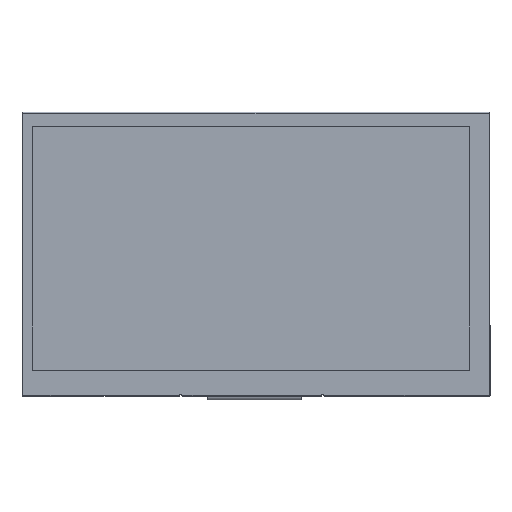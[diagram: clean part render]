
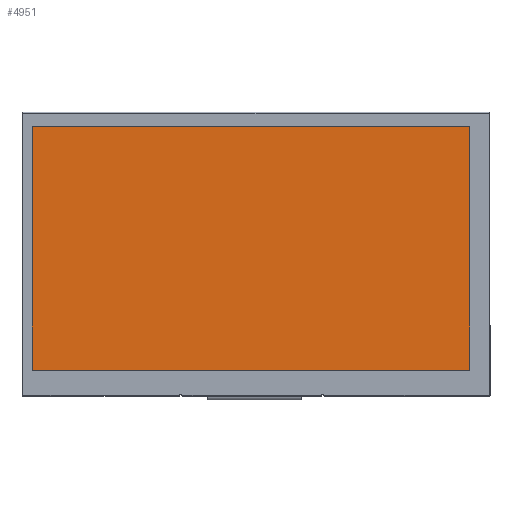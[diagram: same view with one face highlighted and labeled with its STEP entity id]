
A CAD part, top view. The second image highlights one B-rep face of the part: STEP entity #4951.
In plain terms, the highlighted planar face has unit normal (0, 0, 1).
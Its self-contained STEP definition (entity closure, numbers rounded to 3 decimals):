
#141=FACE_OUTER_BOUND('',#394,.T.);
#394=EDGE_LOOP('',(#3268,#3269,#3270,#3271));
#646=LINE('',#6834,#1342);
#650=LINE('',#6841,#1346);
#653=LINE('',#6847,#1349);
#655=LINE('',#6850,#1351);
#1342=VECTOR('',#5565,10.);
#1346=VECTOR('',#5571,10.);
#1349=VECTOR('',#5576,10.);
#1351=VECTOR('',#5580,10.);
#2038=VERTEX_POINT('',#6831);
#2039=VERTEX_POINT('',#6833);
#2041=VERTEX_POINT('',#6839);
#2043=VERTEX_POINT('',#6845);
#2522=EDGE_CURVE('',#2038,#2039,#646,.T.);
#2526=EDGE_CURVE('',#2041,#2038,#650,.T.);
#2529=EDGE_CURVE('',#2043,#2041,#653,.T.);
#2531=EDGE_CURVE('',#2039,#2043,#655,.T.);
#3268=ORIENTED_EDGE('',*,*,#2531,.F.);
#3269=ORIENTED_EDGE('',*,*,#2522,.F.);
#3270=ORIENTED_EDGE('',*,*,#2526,.F.);
#3271=ORIENTED_EDGE('',*,*,#2529,.F.);
#4720=PLANE('',#5277);
#4951=ADVANCED_FACE('',(#141),#4720,.F.);
#5277=AXIS2_PLACEMENT_3D('',#6851,#5581,#5582);
#5565=DIRECTION('',(0.,1.,0.));
#5571=DIRECTION('',(-1.,0.,0.));
#5576=DIRECTION('',(0.,-1.,0.));
#5580=DIRECTION('',(1.,0.,0.));
#5581=DIRECTION('center_axis',(0.,0.,-1.));
#5582=DIRECTION('ref_axis',(-1.,0.,0.));
#6831=CARTESIAN_POINT('',(4.335,10.12,5.4));
#6833=CARTESIAN_POINT('',(4.335,96.04,5.4));
#6834=CARTESIAN_POINT('',(4.335,10.12,5.4));
#6839=CARTESIAN_POINT('',(158.55,10.12,5.4));
#6841=CARTESIAN_POINT('',(158.55,10.12,5.4));
#6845=CARTESIAN_POINT('',(158.55,96.04,5.4));
#6847=CARTESIAN_POINT('',(158.55,96.04,5.4));
#6850=CARTESIAN_POINT('',(4.335,96.04,5.4));
#6851=CARTESIAN_POINT('Origin',(81.443,53.08,5.4));
